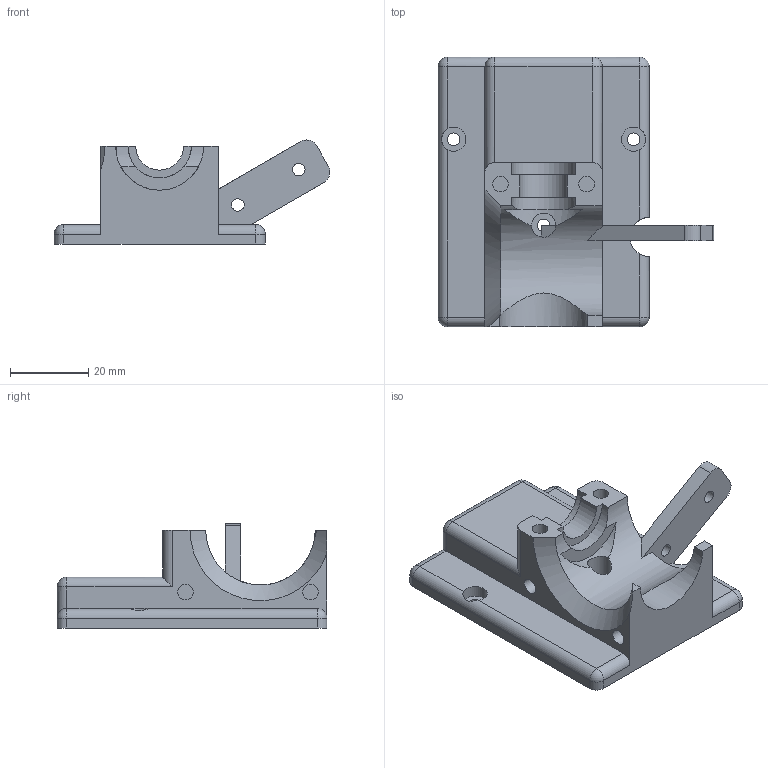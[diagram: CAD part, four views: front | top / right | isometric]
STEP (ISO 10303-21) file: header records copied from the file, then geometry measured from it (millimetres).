
FILE_DESCRIPTION(/* description */ (''),/* implementation_level */ '2;1');
FILE_NAME(/* name */ 'hotend_holder_bl_touch.step',/* time_stamp */ '2022-06-08T09:24:35+02:00',/* author */ (''),/* organization */ (''),/* preprocessor_version */ 'ST-DEVELOPER v18.1',/* originating_system */ 'Autodesk Translation Framework v10.14.0.1471',/* authorisation */ '');
FILE_SCHEMA (('AUTOMOTIVE_DESIGN { 1 0 10303 214 3 1 1 }'));
Length unit declared in the file: millimetre
Products named in the file (1): hotend_holder_bl_touch
Bounding box: 70.55 x 69 x 26.6 mm (x, y, z)
Volume: 38432.7 mm3; surface area: 12882.4 mm2
Topology: 1 solids, 1 shells, 82 faces, 204 edges, 128 vertices
Faces by surface type: cylinder 39, plane 36, sphere 6, cone 1
Full cylindrical faces by diameter (mm): 3.2 x5, 4 x4, 6.2 x3
Entity records: 2593 total; most frequent: CARTESIAN_POINT 564, DIRECTION 432, ORIENTED_EDGE 408, EDGE_CURVE 204, AXIS2_PLACEMENT_3D 160, VERTEX_POINT 128, LINE 112, VECTOR 112
